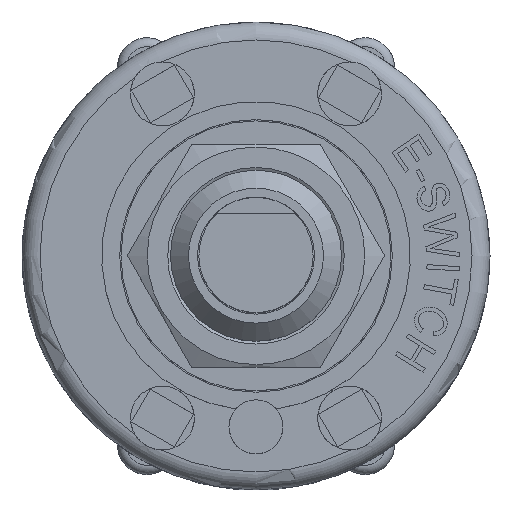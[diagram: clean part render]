
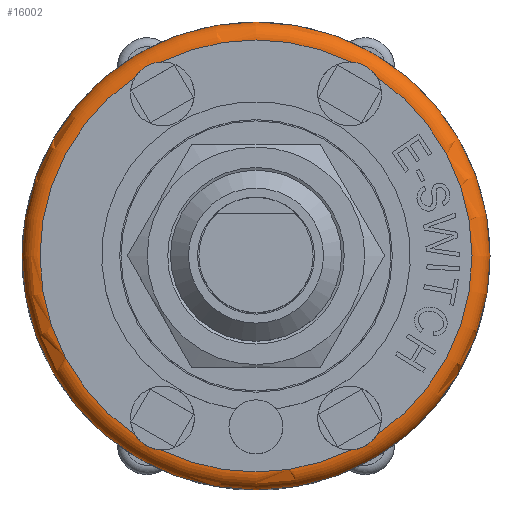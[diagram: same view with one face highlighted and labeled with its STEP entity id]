
A CAD part, top view. The second image highlights one B-rep face of the part: STEP entity #16002.
In plain terms, the highlighted toroidal (fillet/blend) face has major radius 12 mm and minor radius 1 mm.
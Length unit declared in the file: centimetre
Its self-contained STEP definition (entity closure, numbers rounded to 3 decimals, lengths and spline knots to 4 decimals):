
#32=TOROIDAL_SURFACE('',#16906,1.2,0.1);
#665=B_SPLINE_CURVE_WITH_KNOTS('',3,(#27191,#27192,#27193,#27194,#27195,
#27196,#27197,#27198,#27199,#27200,#27201,#27202),.UNSPECIFIED.,.F.,.F.,
(4,2,2,2,2,4),(-0.2692,-0.2446,-0.216,
-0.1921,-0.1645,-0.1357),.UNSPECIFIED.);
#666=B_SPLINE_CURVE_WITH_KNOTS('',3,(#27213,#27214,#27215,#27216,#27217,
#27218,#27219,#27220,#27221,#27222,#27223,#27224),.UNSPECIFIED.,.F.,.F.,
(4,2,2,2,2,4),(-0.2692,-0.2446,-0.216,
-0.1921,-0.1645,-0.1357),.UNSPECIFIED.);
#667=B_SPLINE_CURVE_WITH_KNOTS('',3,(#27235,#27236,#27237,#27238,#27239,
#27240,#27241,#27242,#27243,#27244,#27245,#27246),.UNSPECIFIED.,.F.,.F.,
(4,2,2,2,2,4),(-0.2692,-0.2446,-0.216,
-0.1921,-0.1645,-0.1357),.UNSPECIFIED.);
#668=B_SPLINE_CURVE_WITH_KNOTS('',3,(#27257,#27258,#27259,#27260,#27261,
#27262,#27263,#27264,#27265,#27266,#27267,#27268),.UNSPECIFIED.,.F.,.F.,
(4,2,2,2,2,4),(-0.2692,-0.2446,-0.216,
-0.1921,-0.1645,-0.1357),.UNSPECIFIED.);
#1983=FACE_OUTER_BOUND('',#2928,.T.);
#2928=EDGE_LOOP('',(#14596,#14597,#14598,#14599,#14600,#14601,#14602,#14603,
#14604,#14605,#14606,#14607));
#6647=CIRCLE('',#16844,1.3);
#6663=CIRCLE('',#16907,0.1);
#6664=CIRCLE('',#16908,1.2);
#6665=CIRCLE('',#16909,1.2);
#6666=CIRCLE('',#16910,1.2);
#6667=CIRCLE('',#16911,1.2);
#6668=CIRCLE('',#16912,1.2);
#8000=VERTEX_POINT('',#26955);
#8073=VERTEX_POINT('',#27189);
#8074=VERTEX_POINT('',#27190);
#8077=VERTEX_POINT('',#27211);
#8078=VERTEX_POINT('',#27212);
#8081=VERTEX_POINT('',#27233);
#8082=VERTEX_POINT('',#27234);
#8085=VERTEX_POINT('',#27255);
#8086=VERTEX_POINT('',#27256);
#8089=VERTEX_POINT('',#27277);
#10189=EDGE_CURVE('',#8000,#8000,#6647,.T.);
#10311=EDGE_CURVE('',#8073,#8074,#665,.T.);
#10316=EDGE_CURVE('',#8077,#8078,#666,.T.);
#10321=EDGE_CURVE('',#8081,#8082,#667,.T.);
#10326=EDGE_CURVE('',#8085,#8086,#668,.T.);
#10331=EDGE_CURVE('',#8000,#8089,#6663,.T.);
#10332=EDGE_CURVE('',#8089,#8081,#6664,.T.);
#10333=EDGE_CURVE('',#8082,#8077,#6665,.T.);
#10334=EDGE_CURVE('',#8078,#8073,#6666,.T.);
#10335=EDGE_CURVE('',#8074,#8085,#6667,.T.);
#10336=EDGE_CURVE('',#8086,#8089,#6668,.T.);
#14596=ORIENTED_EDGE('',*,*,#10189,.T.);
#14597=ORIENTED_EDGE('',*,*,#10331,.T.);
#14598=ORIENTED_EDGE('',*,*,#10332,.T.);
#14599=ORIENTED_EDGE('',*,*,#10321,.T.);
#14600=ORIENTED_EDGE('',*,*,#10333,.T.);
#14601=ORIENTED_EDGE('',*,*,#10316,.T.);
#14602=ORIENTED_EDGE('',*,*,#10334,.T.);
#14603=ORIENTED_EDGE('',*,*,#10311,.T.);
#14604=ORIENTED_EDGE('',*,*,#10335,.T.);
#14605=ORIENTED_EDGE('',*,*,#10326,.T.);
#14606=ORIENTED_EDGE('',*,*,#10336,.T.);
#14607=ORIENTED_EDGE('',*,*,#10331,.F.);
#16002=ADVANCED_FACE('',(#1983),#32,.T.);
#16844=AXIS2_PLACEMENT_3D('',#26956,#19971,#19972);
#16906=AXIS2_PLACEMENT_3D('',#27276,#20217,#20218);
#16907=AXIS2_PLACEMENT_3D('',#27278,#20219,#20220);
#16908=AXIS2_PLACEMENT_3D('',#27279,#20221,#20222);
#16909=AXIS2_PLACEMENT_3D('',#27280,#20223,#20224);
#16910=AXIS2_PLACEMENT_3D('',#27281,#20225,#20226);
#16911=AXIS2_PLACEMENT_3D('',#27282,#20227,#20228);
#16912=AXIS2_PLACEMENT_3D('',#27283,#20229,#20230);
#19971=DIRECTION('center_axis',(0.,0.,1.));
#19972=DIRECTION('ref_axis',(-1.,0.,0.));
#20217=DIRECTION('center_axis',(0.,0.,-1.));
#20218=DIRECTION('ref_axis',(-1.,0.,0.));
#20219=DIRECTION('center_axis',(0.,-1.,0.));
#20220=DIRECTION('ref_axis',(1.,0.,0.));
#20221=DIRECTION('center_axis',(0.,0.,-1.));
#20222=DIRECTION('ref_axis',(-1.,0.,0.));
#20223=DIRECTION('center_axis',(0.,0.,-1.));
#20224=DIRECTION('ref_axis',(-1.,0.,0.));
#20225=DIRECTION('center_axis',(0.,0.,-1.));
#20226=DIRECTION('ref_axis',(-1.,0.,0.));
#20227=DIRECTION('center_axis',(0.,0.,-1.));
#20228=DIRECTION('ref_axis',(-1.,0.,0.));
#20229=DIRECTION('center_axis',(0.,0.,-1.));
#20230=DIRECTION('ref_axis',(-1.,0.,0.));
#26955=CARTESIAN_POINT('',(1.3,0.,0.92));
#26956=CARTESIAN_POINT('Origin',(0.,0.,0.92));
#27189=CARTESIAN_POINT('',(-0.67,0.9955,1.02));
#27190=CARTESIAN_POINT('',(-0.5271,1.078,1.02));
#27191=CARTESIAN_POINT('Ctrl Pts',(-0.67,0.9955,
1.02));
#27192=CARTESIAN_POINT('Ctrl Pts',(-0.6646,1.0041,
1.02));
#27193=CARTESIAN_POINT('Ctrl Pts',(-0.6583,1.0124,
1.0198));
#27194=CARTESIAN_POINT('Ctrl Pts',(-0.6428,1.0294,
1.0191));
#27195=CARTESIAN_POINT('Ctrl Pts',(-0.6335,1.0377,
1.0188));
#27196=CARTESIAN_POINT('Ctrl Pts',(-0.615,1.051,1.0184));
#27197=CARTESIAN_POINT('Ctrl Pts',(-0.6061,1.0563,
1.0184));
#27198=CARTESIAN_POINT('Ctrl Pts',(-0.5859,1.0659,1.0187));
#27199=CARTESIAN_POINT('Ctrl Pts',(-0.5747,1.07,1.019));
#27200=CARTESIAN_POINT('Ctrl Pts',(-0.551,1.0759,1.0197));
#27201=CARTESIAN_POINT('Ctrl Pts',(-0.539,1.0775,
1.02));
#27202=CARTESIAN_POINT('Ctrl Pts',(-0.5271,1.078,
1.02));
#27211=CARTESIAN_POINT('',(-0.5271,-1.078,1.02));
#27212=CARTESIAN_POINT('',(-0.67,-0.9955,1.02));
#27213=CARTESIAN_POINT('Ctrl Pts',(-0.5271,-1.078,
1.02));
#27214=CARTESIAN_POINT('Ctrl Pts',(-0.5373,-1.0776,
1.02));
#27215=CARTESIAN_POINT('Ctrl Pts',(-0.5476,-1.0763,
1.0198));
#27216=CARTESIAN_POINT('Ctrl Pts',(-0.5701,-1.0714,1.0191));
#27217=CARTESIAN_POINT('Ctrl Pts',(-0.5819,-1.0675,
1.0188));
#27218=CARTESIAN_POINT('Ctrl Pts',(-0.6027,-1.0581,
1.0184));
#27219=CARTESIAN_POINT('Ctrl Pts',(-0.6117,-1.053,
1.0184));
#27220=CARTESIAN_POINT('Ctrl Pts',(-0.6301,-1.0404,
1.0187));
#27221=CARTESIAN_POINT('Ctrl Pts',(-0.6393,-1.0327,
1.019));
#27222=CARTESIAN_POINT('Ctrl Pts',(-0.6562,-1.0151,
1.0197));
#27223=CARTESIAN_POINT('Ctrl Pts',(-0.6637,-1.0055,
1.02));
#27224=CARTESIAN_POINT('Ctrl Pts',(-0.67,-0.9955,
1.02));
#27233=CARTESIAN_POINT('',(0.67,-0.9955,1.02));
#27234=CARTESIAN_POINT('',(0.5271,-1.078,1.02));
#27235=CARTESIAN_POINT('Ctrl Pts',(0.67,-0.9955,
1.02));
#27236=CARTESIAN_POINT('Ctrl Pts',(0.6646,-1.0041,
1.02));
#27237=CARTESIAN_POINT('Ctrl Pts',(0.6583,-1.0124,
1.0198));
#27238=CARTESIAN_POINT('Ctrl Pts',(0.6428,-1.0294,
1.0191));
#27239=CARTESIAN_POINT('Ctrl Pts',(0.6335,-1.0377,
1.0188));
#27240=CARTESIAN_POINT('Ctrl Pts',(0.615,-1.051,
1.0184));
#27241=CARTESIAN_POINT('Ctrl Pts',(0.6061,-1.0563,
1.0184));
#27242=CARTESIAN_POINT('Ctrl Pts',(0.5859,-1.0659,1.0187));
#27243=CARTESIAN_POINT('Ctrl Pts',(0.5747,-1.07,1.019));
#27244=CARTESIAN_POINT('Ctrl Pts',(0.551,-1.0759,
1.0197));
#27245=CARTESIAN_POINT('Ctrl Pts',(0.539,-1.0775,
1.02));
#27246=CARTESIAN_POINT('Ctrl Pts',(0.5271,-1.078,
1.02));
#27255=CARTESIAN_POINT('',(0.5271,1.078,1.02));
#27256=CARTESIAN_POINT('',(0.67,0.9955,1.02));
#27257=CARTESIAN_POINT('Ctrl Pts',(0.5271,1.078,1.02));
#27258=CARTESIAN_POINT('Ctrl Pts',(0.5373,1.0776,1.02));
#27259=CARTESIAN_POINT('Ctrl Pts',(0.5476,1.0763,1.0198));
#27260=CARTESIAN_POINT('Ctrl Pts',(0.5701,1.0714,1.0191));
#27261=CARTESIAN_POINT('Ctrl Pts',(0.5819,1.0675,1.0188));
#27262=CARTESIAN_POINT('Ctrl Pts',(0.6027,1.0581,1.0184));
#27263=CARTESIAN_POINT('Ctrl Pts',(0.6117,1.053,1.0184));
#27264=CARTESIAN_POINT('Ctrl Pts',(0.6301,1.0404,1.0187));
#27265=CARTESIAN_POINT('Ctrl Pts',(0.6393,1.0327,1.019));
#27266=CARTESIAN_POINT('Ctrl Pts',(0.6562,1.0151,1.0197));
#27267=CARTESIAN_POINT('Ctrl Pts',(0.6637,1.0055,1.02));
#27268=CARTESIAN_POINT('Ctrl Pts',(0.67,0.9955,
1.02));
#27276=CARTESIAN_POINT('Origin',(0.,0.,0.92));
#27277=CARTESIAN_POINT('',(1.2,0.,1.02));
#27278=CARTESIAN_POINT('Origin',(1.2,0.,0.92));
#27279=CARTESIAN_POINT('Origin',(0.,0.,1.02));
#27280=CARTESIAN_POINT('Origin',(0.,0.,1.02));
#27281=CARTESIAN_POINT('Origin',(0.,0.,1.02));
#27282=CARTESIAN_POINT('Origin',(0.,0.,1.02));
#27283=CARTESIAN_POINT('Origin',(0.,0.,1.02));
